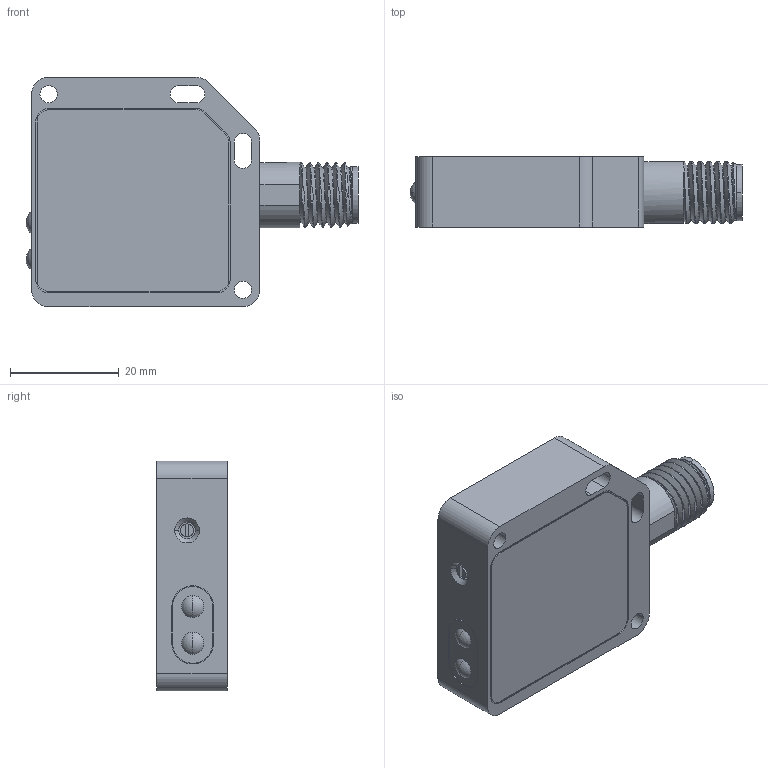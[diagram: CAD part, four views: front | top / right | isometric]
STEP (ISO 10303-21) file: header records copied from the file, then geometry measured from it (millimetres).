
FILE_DESCRIPTION((''),'2;1');
FILE_NAME('193983_ASM','2016-03-24T',('PDMAdmin'),(''),'PRO/ENGINEER BY PARAMETRIC TECHNOLOGY CORPORATION, 2013230','PRO/ENGINEER BY PARAMETRIC TECHNOLOGY CORPORATION, 2013230','');
FILE_SCHEMA(('CONFIG_CONTROL_DESIGN'));
Length unit declared in the file: inch
Products named in the file (10): 50126; 62333_AF0; 188201_AF0; 15778; 47170_AF0_ASM; 44169; 48940; POTREC; 50127; 193983_ASM
Assembly tree (9 placements, depth 3):
  193983_ASM
    47170_AF0_ASM
      50126
      62333_AF0
      188201_AF0
      15778
    44169
    48940
    POTREC
    50127
Bounding box: 60.93 x 12.93 x 42.14 mm (x, y, z)
Volume: 10600.2 mm3; surface area: 14461.6 mm2
Topology: 8 solids, 9 shells, 393 faces, 1012 edges, 659 vertices
Faces by surface type: plane 206, cylinder 148, bspline 14, cone 13, sphere 8, torus 4
Entity records: 15643 total; most frequent: CARTESIAN_POINT 5761, DIRECTION 2017, ORIENTED_EDGE 2004, EDGE_CURVE 1004, AXIS2_PLACEMENT_3D 712, VERTEX_POINT 659, VECTOR 593, LINE 593
